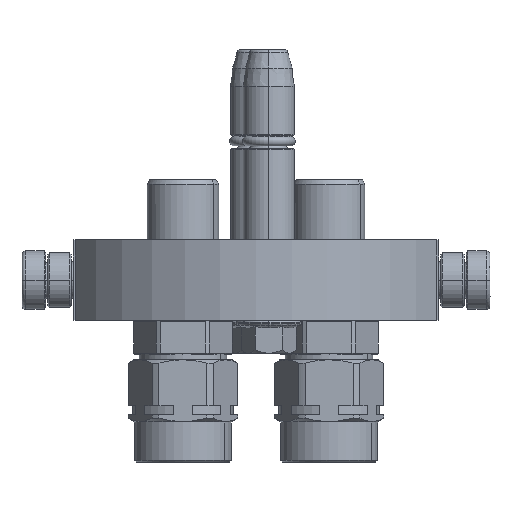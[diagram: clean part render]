
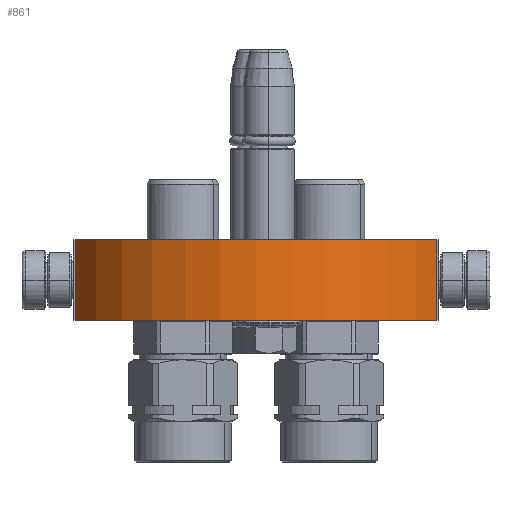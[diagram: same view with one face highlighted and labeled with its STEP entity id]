
A CAD part, left-side view. The second image highlights one B-rep face of the part: STEP entity #861.
In plain terms, the highlighted cylindrical face has radius 57.25 mm (diameter 114.5 mm), a partial arc.
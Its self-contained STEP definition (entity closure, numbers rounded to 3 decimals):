
#651 = CIRCLE ( 'NONE', #5135, 57.25 ) ;
#861 = ADVANCED_FACE ( 'NONE', ( #32448 ), #33657, .T. ) ;
#1448 = ORIENTED_EDGE ( 'NONE', *, *, #12382, .F. ) ;
#4761 = CIRCLE ( 'NONE', #11314, 57.25 ) ;
#5135 = AXIS2_PLACEMENT_3D ( 'NONE', #5670, #45475, #37280 ) ;
#5470 = LINE ( 'NONE', #12399, #50311 ) ;
#5670 = CARTESIAN_POINT ( 'NONE',  ( 0., 0., 22. ) ) ;
#6712 = EDGE_LOOP ( 'NONE', ( #29113, #50383, #25624, #1448 ) ) ;
#9430 = CARTESIAN_POINT ( 'NONE',  ( 49.5, 28.763, 0. ) ) ;
#11314 = AXIS2_PLACEMENT_3D ( 'NONE', #38337, #22412, #34764 ) ;
#12382 = EDGE_CURVE ( 'NONE', #32287, #44721, #23748, .T. ) ;
#12399 = CARTESIAN_POINT ( 'NONE',  ( -49.5, 28.763, 0. ) ) ;
#12546 = AXIS2_PLACEMENT_3D ( 'NONE', #45745, #17970, #37372 ) ;
#15084 = CARTESIAN_POINT ( 'NONE',  ( 49.5, 28.763, 0. ) ) ;
#16046 = EDGE_CURVE ( 'NONE', #44721, #39218, #651, .T. ) ;
#17970 = DIRECTION ( 'NONE',  ( 0., 0., -1. ) ) ;
#22412 = DIRECTION ( 'NONE',  ( 0., 0., 1. ) ) ;
#23156 = CARTESIAN_POINT ( 'NONE',  ( -49.5, 28.763, 22. ) ) ;
#23748 = LINE ( 'NONE', #9430, #48855 ) ;
#25266 = DIRECTION ( 'NONE',  ( 0., 0., 1. ) ) ;
#25624 = ORIENTED_EDGE ( 'NONE', *, *, #16046, .F. ) ;
#29113 = ORIENTED_EDGE ( 'NONE', *, *, #29403, .T. ) ;
#29403 = EDGE_CURVE ( 'NONE', #32287, #42256, #4761, .T. ) ;
#30158 = CARTESIAN_POINT ( 'NONE',  ( -49.5, 28.763, 0. ) ) ;
#31437 = EDGE_CURVE ( 'NONE', #42256, #39218, #5470, .T. ) ;
#32287 = VERTEX_POINT ( 'NONE', #15084 ) ;
#32448 = FACE_OUTER_BOUND ( 'NONE', #6712, .T. ) ;
#33657 = CYLINDRICAL_SURFACE ( 'NONE', #12546, 57.25 ) ;
#34764 = DIRECTION ( 'NONE',  ( 0.865, 0.502, 0. ) ) ;
#37280 = DIRECTION ( 'NONE',  ( 0.865, 0.502, 0. ) ) ;
#37372 = DIRECTION ( 'NONE',  ( 1., 0., 0. ) ) ;
#38337 = CARTESIAN_POINT ( 'NONE',  ( 0., 0., 0. ) ) ;
#39218 = VERTEX_POINT ( 'NONE', #23156 ) ;
#39856 = DIRECTION ( 'NONE',  ( 0., 0., 1. ) ) ;
#42256 = VERTEX_POINT ( 'NONE', #30158 ) ;
#44721 = VERTEX_POINT ( 'NONE', #46776 ) ;
#45475 = DIRECTION ( 'NONE',  ( 0., 0., 1. ) ) ;
#45745 = CARTESIAN_POINT ( 'NONE',  ( 0., 0., 0. ) ) ;
#46776 = CARTESIAN_POINT ( 'NONE',  ( 49.5, 28.763, 22. ) ) ;
#48855 = VECTOR ( 'NONE', #25266, 1000. ) ;
#50311 = VECTOR ( 'NONE', #39856, 1000. ) ;
#50383 = ORIENTED_EDGE ( 'NONE', *, *, #31437, .T. ) ;
